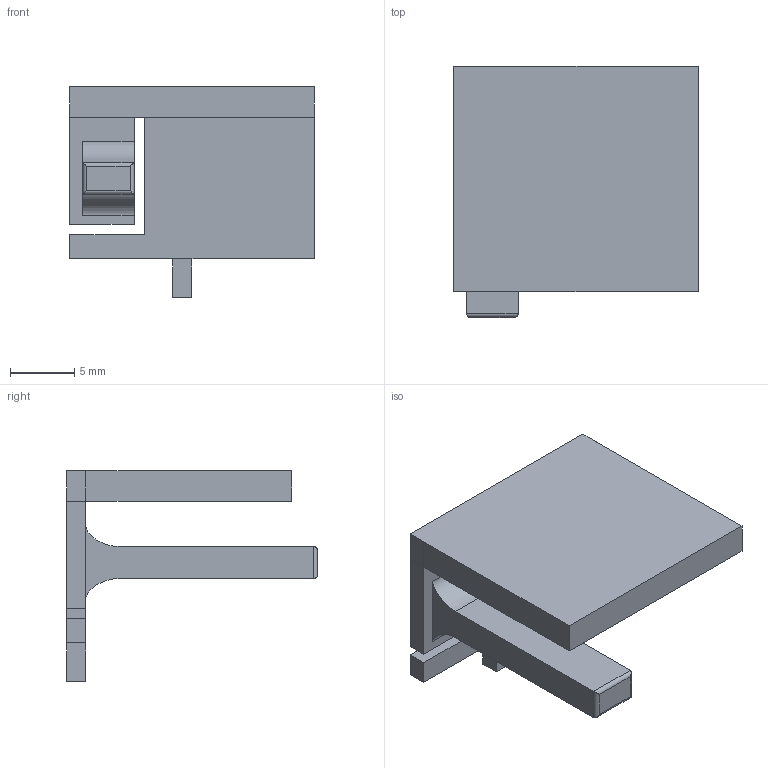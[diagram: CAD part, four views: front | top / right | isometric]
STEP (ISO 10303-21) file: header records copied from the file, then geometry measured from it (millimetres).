
FILE_DESCRIPTION(('FreeCAD Model'),'2;1');
FILE_NAME('Open CASCADE Shape Model','2023-05-31T17:56:25',('Author'),( ''),'Open CASCADE STEP processor 7.6','FreeCAD','Unknown');
FILE_SCHEMA(('AUTOMOTIVE_DESIGN { 1 0 10303 214 1 1 1 1 }'));
Length unit declared in the file: millimetre
Products named in the file (5): button_lever; Fillet; Extrude003; Cut; Extrude001
Assembly tree (4 placements, depth 2):
  button_lever
    Fillet
    Extrude003
    Cut
    Extrude001
Bounding box: 19 x 19.5 x 16.4 mm (x, y, z)
Volume: 1289.1 mm3; surface area: 1662.8 mm2
Topology: 5 solids, 5 shells, 40 faces, 86 edges, 56 vertices
Faces by surface type: plane 34, cylinder 4, extrusion 2
Entity records: 2361 total; most frequent: CARTESIAN_POINT 432, DIRECTION 346, VECTOR 240, LINE 238, ORIENTED_EDGE 172, PCURVE 172, DEFINITIONAL_REPRESENTATION 172, EDGE_CURVE 86
